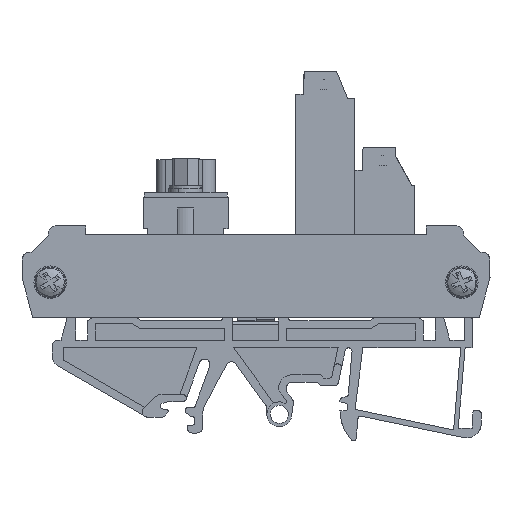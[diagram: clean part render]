
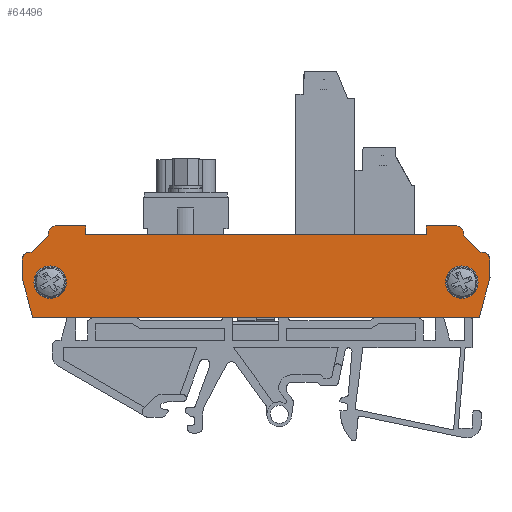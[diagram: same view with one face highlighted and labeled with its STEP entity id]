
A CAD part, left-side view. The second image highlights one B-rep face of the part: STEP entity #64496.
In plain terms, the highlighted planar face has unit normal (-1, 0, 0).
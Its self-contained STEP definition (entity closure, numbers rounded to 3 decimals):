
#9361=AXIS2_PLACEMENT_3D('Circle Axis2P3D',#9359,#9360,$) ;
#9393=AXIS2_PLACEMENT_3D('Circle Axis2P3D',#9391,#9392,$) ;
#32574=AXIS2_PLACEMENT_3D('Circle Axis2P3D',#32572,#32573,$) ;
#32647=AXIS2_PLACEMENT_3D('Circle Axis2P3D',#32645,#32646,$) ;
#32688=AXIS2_PLACEMENT_3D('Circle Axis2P3D',#32686,#32687,$) ;
#32718=AXIS2_PLACEMENT_3D('Circle Axis2P3D',#32716,#32717,$) ;
#32752=AXIS2_PLACEMENT_3D('Circle Axis2P3D',#32750,#32751,$) ;
#32782=AXIS2_PLACEMENT_3D('Circle Axis2P3D',#32780,#32781,$) ;
#64430=AXIS2_PLACEMENT_3D('Plane Axis2P3D',#64427,#64428,#64429) ;
#9356=CARTESIAN_POINT('Vertex',(0.,6.37,39.652)) ;
#9359=CARTESIAN_POINT('Axis2P3D Location',(0.,6.37,38.152)) ;
#9363=CARTESIAN_POINT('Vertex',(0.,4.87,38.152)) ;
#9388=CARTESIAN_POINT('Vertex',(0.,1.723,34.775)) ;
#9391=CARTESIAN_POINT('Axis2P3D Location',(0.,1.5,33.292)) ;
#9395=CARTESIAN_POINT('Vertex',(0.,0.,33.292)) ;
#32530=CARTESIAN_POINT('Vertex',(0.,86.4,33.292)) ;
#32544=CARTESIAN_POINT('Vertex',(0.,86.4,30.084)) ;
#32547=CARTESIAN_POINT('Line Origine',(0.,86.4,31.688)) ;
#32572=CARTESIAN_POINT('Axis2P3D Location',(0.,84.9,33.292)) ;
#32576=CARTESIAN_POINT('Vertex',(0.,84.677,34.775)) ;
#32603=CARTESIAN_POINT('Vertex',(0.,81.53,37.922)) ;
#32611=CARTESIAN_POINT('Line Origine',(0.,83.103,36.349)) ;
#32642=CARTESIAN_POINT('Vertex',(0.,81.53,38.152)) ;
#32645=CARTESIAN_POINT('Axis2P3D Location',(0.,80.03,38.152)) ;
#32649=CARTESIAN_POINT('Vertex',(0.,80.03,39.652)) ;
#32683=CARTESIAN_POINT('Vertex',(0.,8.2,29.252)) ;
#32686=CARTESIAN_POINT('Axis2P3D Location',(0.,5.2,29.252)) ;
#32690=CARTESIAN_POINT('Vertex',(0.,2.2,29.252)) ;
#32716=CARTESIAN_POINT('Axis2P3D Location',(0.,5.2,29.252)) ;
#32747=CARTESIAN_POINT('Vertex',(0.,84.2,29.252)) ;
#32750=CARTESIAN_POINT('Axis2P3D Location',(0.,81.2,29.252)) ;
#32754=CARTESIAN_POINT('Vertex',(0.,78.2,29.252)) ;
#32780=CARTESIAN_POINT('Axis2P3D Location',(0.,81.2,29.252)) ;
#52035=CARTESIAN_POINT('Line Origine',(0.,81.53,38.037)) ;
#59397=CARTESIAN_POINT('Vertex',(0.,84.435,22.752)) ;
#59400=CARTESIAN_POINT('Line Origine',(0.,85.418,26.418)) ;
#61320=CARTESIAN_POINT('Vertex',(0.,11.8,38.052)) ;
#61325=CARTESIAN_POINT('Line Origine',(0.,11.8,38.852)) ;
#61329=CARTESIAN_POINT('Vertex',(0.,11.8,39.652)) ;
#61361=CARTESIAN_POINT('Vertex',(0.,74.6,38.052)) ;
#61366=CARTESIAN_POINT('Line Origine',(0.,43.2,38.052)) ;
#61393=CARTESIAN_POINT('Vertex',(0.,74.6,39.652)) ;
#61398=CARTESIAN_POINT('Line Origine',(0.,74.6,38.852)) ;
#62471=CARTESIAN_POINT('Line Origine',(0.,77.315,39.652)) ;
#64427=CARTESIAN_POINT('Axis2P3D Location',(0.,1.5,33.292)) ;
#64432=CARTESIAN_POINT('Line Origine',(0.,3.297,36.349)) ;
#64436=CARTESIAN_POINT('Vertex',(0.,4.87,37.922)) ;
#64439=CARTESIAN_POINT('Line Origine',(0.,4.87,38.037)) ;
#64444=CARTESIAN_POINT('Line Origine',(0.,9.085,39.652)) ;
#64449=CARTESIAN_POINT('Line Origine',(0.,43.2,22.752)) ;
#64453=CARTESIAN_POINT('Vertex',(0.,1.965,22.752)) ;
#64456=CARTESIAN_POINT('Line Origine',(0.,0.982,26.418)) ;
#64460=CARTESIAN_POINT('Vertex',(0.,0.,30.084)) ;
#64463=CARTESIAN_POINT('Line Origine',(0.,0.,31.688)) ;
#9360=DIRECTION('Axis2P3D Direction',(1.,0.,0.)) ;
#9392=DIRECTION('Axis2P3D Direction',(1.,0.,0.)) ;
#32548=DIRECTION('Vector Direction',(0.,0.,1.)) ;
#32573=DIRECTION('Axis2P3D Direction',(1.,0.,0.)) ;
#32612=DIRECTION('Vector Direction',(0.,-0.707,0.707)) ;
#32646=DIRECTION('Axis2P3D Direction',(1.,0.,0.)) ;
#32687=DIRECTION('Axis2P3D Direction',(-1.,0.,0.)) ;
#32717=DIRECTION('Axis2P3D Direction',(-1.,0.,0.)) ;
#32751=DIRECTION('Axis2P3D Direction',(-1.,0.,0.)) ;
#32781=DIRECTION('Axis2P3D Direction',(-1.,0.,0.)) ;
#52036=DIRECTION('Vector Direction',(0.,0.,-1.)) ;
#59401=DIRECTION('Vector Direction',(0.,0.259,0.966)) ;
#61326=DIRECTION('Vector Direction',(0.,0.,1.)) ;
#61367=DIRECTION('Vector Direction',(0.,-1.,0.)) ;
#61399=DIRECTION('Vector Direction',(0.,0.,-1.)) ;
#62472=DIRECTION('Vector Direction',(0.,-1.,0.)) ;
#64428=DIRECTION('Axis2P3D Direction',(1.,0.,0.)) ;
#64429=DIRECTION('Axis2P3D XDirection',(0.,1.,0.)) ;
#64433=DIRECTION('Vector Direction',(0.,-0.707,-0.707)) ;
#64440=DIRECTION('Vector Direction',(0.,0.,1.)) ;
#64445=DIRECTION('Vector Direction',(0.,-1.,0.)) ;
#64450=DIRECTION('Vector Direction',(0.,1.,0.)) ;
#64457=DIRECTION('Vector Direction',(0.,0.259,-0.966)) ;
#64464=DIRECTION('Vector Direction',(0.,0.,-1.)) ;
#32549=VECTOR('Line Direction',#32548,1.) ;
#32613=VECTOR('Line Direction',#32612,1.) ;
#52037=VECTOR('Line Direction',#52036,1.) ;
#59402=VECTOR('Line Direction',#59401,1.) ;
#61327=VECTOR('Line Direction',#61326,1.) ;
#61368=VECTOR('Line Direction',#61367,1.) ;
#61400=VECTOR('Line Direction',#61399,1.) ;
#62473=VECTOR('Line Direction',#62472,1.) ;
#64434=VECTOR('Line Direction',#64433,1.) ;
#64441=VECTOR('Line Direction',#64440,1.) ;
#64446=VECTOR('Line Direction',#64445,1.) ;
#64451=VECTOR('Line Direction',#64450,1.) ;
#64458=VECTOR('Line Direction',#64457,1.) ;
#64465=VECTOR('Line Direction',#64464,1.) ;
#64469=ORIENTED_EDGE('',*,*,#64438,.F.) ;
#64470=ORIENTED_EDGE('',*,*,#64443,.T.) ;
#64471=ORIENTED_EDGE('',*,*,#9365,.F.) ;
#64472=ORIENTED_EDGE('',*,*,#64448,.F.) ;
#64473=ORIENTED_EDGE('',*,*,#61331,.F.) ;
#64474=ORIENTED_EDGE('',*,*,#61370,.F.) ;
#64475=ORIENTED_EDGE('',*,*,#61402,.F.) ;
#64476=ORIENTED_EDGE('',*,*,#62475,.F.) ;
#64477=ORIENTED_EDGE('',*,*,#32651,.F.) ;
#64478=ORIENTED_EDGE('',*,*,#52039,.T.) ;
#64479=ORIENTED_EDGE('',*,*,#32615,.F.) ;
#64480=ORIENTED_EDGE('',*,*,#32578,.F.) ;
#64481=ORIENTED_EDGE('',*,*,#32551,.F.) ;
#64482=ORIENTED_EDGE('',*,*,#59404,.F.) ;
#64483=ORIENTED_EDGE('',*,*,#64455,.F.) ;
#64484=ORIENTED_EDGE('',*,*,#64462,.F.) ;
#64485=ORIENTED_EDGE('',*,*,#64467,.F.) ;
#64486=ORIENTED_EDGE('',*,*,#9397,.F.) ;
#64489=ORIENTED_EDGE('',*,*,#32720,.F.) ;
#64490=ORIENTED_EDGE('',*,*,#32692,.F.) ;
#64493=ORIENTED_EDGE('',*,*,#32784,.F.) ;
#64494=ORIENTED_EDGE('',*,*,#32756,.F.) ;
#64491=FACE_BOUND('',#64488,.T.) ;
#64495=FACE_BOUND('',#64492,.T.) ;
#64496=ADVANCED_FACE('NONE',(#64487,#64491,#64495),#64431,.F.) ;
#9362=CIRCLE('generated circle',#9361,1.5) ;
#9394=CIRCLE('generated circle',#9393,1.5) ;
#32575=CIRCLE('generated circle',#32574,1.5) ;
#32648=CIRCLE('generated circle',#32647,1.5) ;
#32689=CIRCLE('generated circle',#32688,3.) ;
#32719=CIRCLE('generated circle',#32718,3.) ;
#32753=CIRCLE('generated circle',#32752,3.) ;
#32783=CIRCLE('generated circle',#32782,3.) ;
#9365=EDGE_CURVE('',#9357,#9364,#9362,.T.) ;
#9397=EDGE_CURVE('',#9389,#9396,#9394,.T.) ;
#32551=EDGE_CURVE('',#32545,#32531,#32550,.T.) ;
#32578=EDGE_CURVE('',#32531,#32577,#32575,.T.) ;
#32615=EDGE_CURVE('',#32577,#32604,#32614,.T.) ;
#32651=EDGE_CURVE('',#32643,#32650,#32648,.T.) ;
#32692=EDGE_CURVE('',#32684,#32691,#32689,.T.) ;
#32720=EDGE_CURVE('',#32691,#32684,#32719,.T.) ;
#32756=EDGE_CURVE('',#32748,#32755,#32753,.T.) ;
#32784=EDGE_CURVE('',#32755,#32748,#32783,.T.) ;
#52039=EDGE_CURVE('',#32643,#32604,#52038,.T.) ;
#59404=EDGE_CURVE('',#59398,#32545,#59403,.T.) ;
#61331=EDGE_CURVE('',#61321,#61330,#61328,.T.) ;
#61370=EDGE_CURVE('',#61362,#61321,#61369,.T.) ;
#61402=EDGE_CURVE('',#61394,#61362,#61401,.T.) ;
#62475=EDGE_CURVE('',#32650,#61394,#62474,.T.) ;
#64438=EDGE_CURVE('',#64437,#9389,#64435,.T.) ;
#64443=EDGE_CURVE('',#64437,#9364,#64442,.T.) ;
#64448=EDGE_CURVE('',#61330,#9357,#64447,.T.) ;
#64455=EDGE_CURVE('',#64454,#59398,#64452,.T.) ;
#64462=EDGE_CURVE('',#64461,#64454,#64459,.T.) ;
#64467=EDGE_CURVE('',#9396,#64461,#64466,.T.) ;
#64468=EDGE_LOOP('',(#64469,#64470,#64471,#64472,#64473,#64474,#64475,#64476,#64477,#64478,#64479,#64480,#64481,#64482,#64483,#64484,#64485,#64486)) ;
#64488=EDGE_LOOP('',(#64489,#64490)) ;
#64492=EDGE_LOOP('',(#64493,#64494)) ;
#64487=FACE_OUTER_BOUND('',#64468,.T.) ;
#32550=LINE('Line',#32547,#32549) ;
#32614=LINE('Line',#32611,#32613) ;
#52038=LINE('Line',#52035,#52037) ;
#59403=LINE('Line',#59400,#59402) ;
#61328=LINE('Line',#61325,#61327) ;
#61369=LINE('Line',#61366,#61368) ;
#61401=LINE('Line',#61398,#61400) ;
#62474=LINE('Line',#62471,#62473) ;
#64435=LINE('Line',#64432,#64434) ;
#64442=LINE('Line',#64439,#64441) ;
#64447=LINE('Line',#64444,#64446) ;
#64452=LINE('Line',#64449,#64451) ;
#64459=LINE('Line',#64456,#64458) ;
#64466=LINE('Line',#64463,#64465) ;
#64431=PLANE('',#64430) ;
#9357=VERTEX_POINT('',#9356) ;
#9364=VERTEX_POINT('',#9363) ;
#9389=VERTEX_POINT('',#9388) ;
#9396=VERTEX_POINT('',#9395) ;
#32531=VERTEX_POINT('',#32530) ;
#32545=VERTEX_POINT('',#32544) ;
#32577=VERTEX_POINT('',#32576) ;
#32604=VERTEX_POINT('',#32603) ;
#32643=VERTEX_POINT('',#32642) ;
#32650=VERTEX_POINT('',#32649) ;
#32684=VERTEX_POINT('',#32683) ;
#32691=VERTEX_POINT('',#32690) ;
#32748=VERTEX_POINT('',#32747) ;
#32755=VERTEX_POINT('',#32754) ;
#59398=VERTEX_POINT('',#59397) ;
#61321=VERTEX_POINT('',#61320) ;
#61330=VERTEX_POINT('',#61329) ;
#61362=VERTEX_POINT('',#61361) ;
#61394=VERTEX_POINT('',#61393) ;
#64437=VERTEX_POINT('',#64436) ;
#64454=VERTEX_POINT('',#64453) ;
#64461=VERTEX_POINT('',#64460) ;
